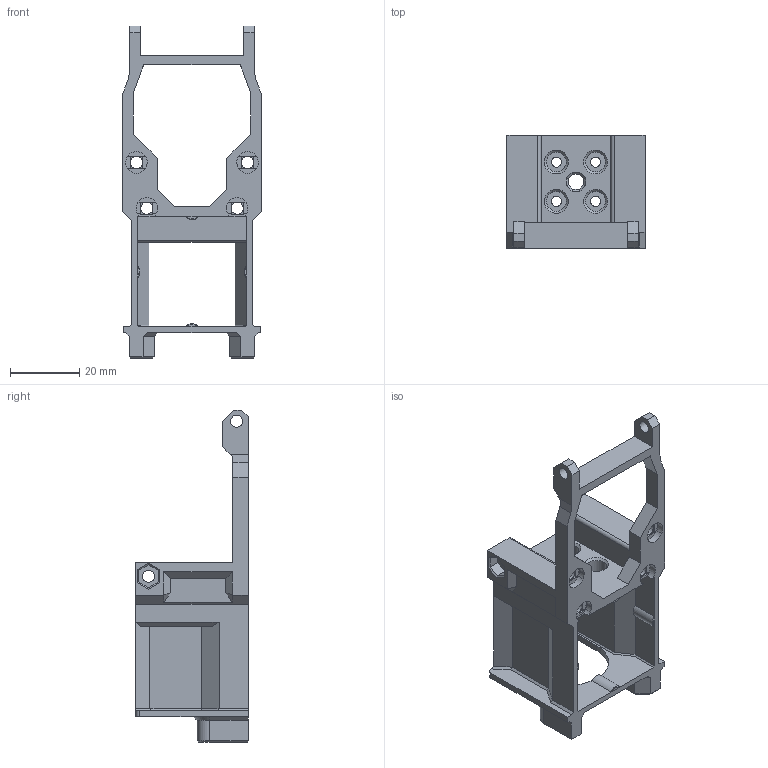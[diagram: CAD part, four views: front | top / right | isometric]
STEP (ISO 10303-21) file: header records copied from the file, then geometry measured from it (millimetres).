
FILE_DESCRIPTION(('FreeCAD Model'),'2;1');
FILE_NAME('Open CASCADE Shape Model','2023-05-13T11:49:58',(''),(''), 'Open CASCADE STEP processor 7.6','FreeCAD','Unknown');
FILE_SCHEMA(('AUTOMOTIVE_DESIGN { 1 0 10303 214 1 1 1 1 }'));
Length unit declared in the file: millimetre
Products named in the file (1): Body
Bounding box: 39.8 x 32.5 x 95.65 mm (x, y, z)
Volume: 20030.9 mm3; surface area: 15309.2 mm2
Topology: 1 solids, 1 shells, 350 faces, 911 edges, 565 vertices
Faces by surface type: plane 259, cylinder 67, bspline 14, cone 10
Full cylindrical faces by diameter (mm): 2.9 x4, 3.5 x8, 4.4 x2, 5.7 x4
Entity records: 26700 total; most frequent: CARTESIAN_POINT 8487, DIRECTION 3371, LINE 2328, VECTOR 2328, ORIENTED_EDGE 1818, PCURVE 1818, DEFINITIONAL_REPRESENTATION 1818, EDGE_CURVE 909
